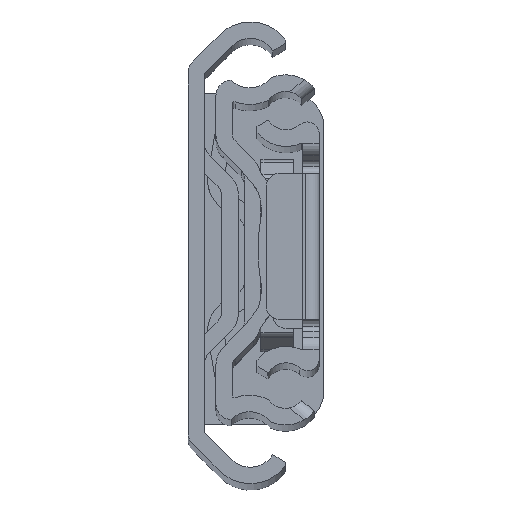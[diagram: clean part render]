
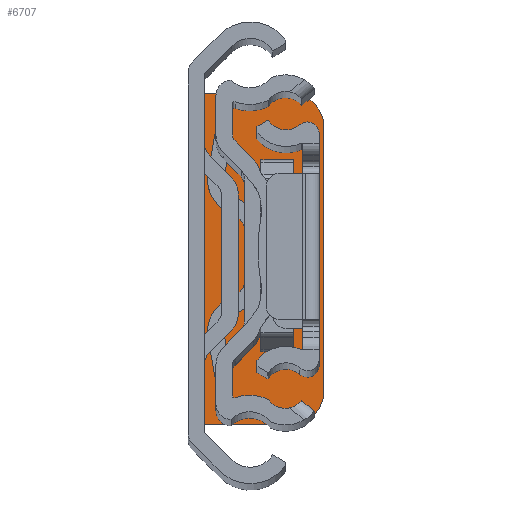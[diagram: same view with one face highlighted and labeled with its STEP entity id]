
A CAD part, top view. The second image highlights one B-rep face of the part: STEP entity #6707.
In plain terms, the highlighted planar face has unit normal (0, 0, 1).
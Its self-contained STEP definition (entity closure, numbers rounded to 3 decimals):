
#222 = VERTEX_POINT ( 'NONE', #6499 ) ;
#431 = VERTEX_POINT ( 'NONE', #4552 ) ;
#540 = EDGE_LOOP ( 'NONE', ( #7694, #2434, #5223, #10493, #11730, #12411 ) ) ;
#653 = VERTEX_POINT ( 'NONE', #10844 ) ;
#896 = AXIS2_PLACEMENT_3D ( 'NONE', #7373, #11763, #1878 ) ;
#1279 = CARTESIAN_POINT ( 'NONE',  ( 0., 25., -556.3 ) ) ;
#1355 = DIRECTION ( 'NONE',  ( 0., 0., -1. ) ) ;
#1878 = DIRECTION ( 'NONE',  ( -1., 0., 0. ) ) ;
#2121 = EDGE_CURVE ( 'NONE', #431, #653, #3190, .T. ) ;
#2178 = DIRECTION ( 'NONE',  ( -1., 0., 0. ) ) ;
#2355 = LINE ( 'NONE', #4451, #2612 ) ;
#2434 = ORIENTED_EDGE ( 'NONE', *, *, #9640, .T. ) ;
#2612 = VECTOR ( 'NONE', #13044, 1000. ) ;
#2744 = CIRCLE ( 'NONE', #896, 5. ) ;
#3001 = CARTESIAN_POINT ( 'NONE',  ( 18., 20., -556.3 ) ) ;
#3190 = LINE ( 'NONE', #4063, #4730 ) ;
#3888 = AXIS2_PLACEMENT_3D ( 'NONE', #9093, #1355, #7454 ) ;
#4063 = CARTESIAN_POINT ( 'NONE',  ( 18., -25., -556.3 ) ) ;
#4302 = CIRCLE ( 'NONE', #8453, 5. ) ;
#4451 = CARTESIAN_POINT ( 'NONE',  ( 18., 25., -556.3 ) ) ;
#4552 = CARTESIAN_POINT ( 'NONE',  ( 13., -25., -556.3 ) ) ;
#4730 = VECTOR ( 'NONE', #6296, 1000. ) ;
#5223 = ORIENTED_EDGE ( 'NONE', *, *, #7278, .F. ) ;
#5441 = EDGE_CURVE ( 'NONE', #10052, #10765, #14233, .T. ) ;
#6296 = DIRECTION ( 'NONE',  ( -1., 0., 0. ) ) ;
#6499 = CARTESIAN_POINT ( 'NONE',  ( 18., -20., -556.3 ) ) ;
#6588 = LINE ( 'NONE', #10983, #11693 ) ;
#6707 = ADVANCED_FACE ( 'NONE', ( #6852 ), #11247, .F. ) ;
#6852 = FACE_OUTER_BOUND ( 'NONE', #540, .T. ) ;
#7278 = EDGE_CURVE ( 'NONE', #7462, #222, #2355, .T. ) ;
#7373 = CARTESIAN_POINT ( 'NONE',  ( 13., -20., -556.3 ) ) ;
#7454 = DIRECTION ( 'NONE',  ( -1., 0., 0. ) ) ;
#7462 = VERTEX_POINT ( 'NONE', #3001 ) ;
#7694 = ORIENTED_EDGE ( 'NONE', *, *, #2121, .F. ) ;
#8453 = AXIS2_PLACEMENT_3D ( 'NONE', #8708, #10144, #8993 ) ;
#8708 = CARTESIAN_POINT ( 'NONE',  ( 13., 20., -556.3 ) ) ;
#8993 = DIRECTION ( 'NONE',  ( -1., 0., 0. ) ) ;
#9093 = CARTESIAN_POINT ( 'NONE',  ( 18., 25., -556.3 ) ) ;
#9320 = VECTOR ( 'NONE', #2178, 1000. ) ;
#9640 = EDGE_CURVE ( 'NONE', #431, #222, #2744, .T. ) ;
#9690 = CARTESIAN_POINT ( 'NONE',  ( 18., 25., -556.3 ) ) ;
#9915 = DIRECTION ( 'NONE',  ( 0., -1., 0. ) ) ;
#10052 = VERTEX_POINT ( 'NONE', #11455 ) ;
#10144 = DIRECTION ( 'NONE',  ( 0., 0., 1. ) ) ;
#10493 = ORIENTED_EDGE ( 'NONE', *, *, #11611, .T. ) ;
#10765 = VERTEX_POINT ( 'NONE', #1279 ) ;
#10844 = CARTESIAN_POINT ( 'NONE',  ( 0., -25., -556.3 ) ) ;
#10983 = CARTESIAN_POINT ( 'NONE',  ( 0., 25., -556.3 ) ) ;
#11247 = PLANE ( 'NONE',  #3888 ) ;
#11455 = CARTESIAN_POINT ( 'NONE',  ( 13., 25., -556.3 ) ) ;
#11611 = EDGE_CURVE ( 'NONE', #7462, #10052, #4302, .T. ) ;
#11693 = VECTOR ( 'NONE', #9915, 1000. ) ;
#11730 = ORIENTED_EDGE ( 'NONE', *, *, #5441, .T. ) ;
#11763 = DIRECTION ( 'NONE',  ( 0., 0., 1. ) ) ;
#12094 = EDGE_CURVE ( 'NONE', #10765, #653, #6588, .T. ) ;
#12411 = ORIENTED_EDGE ( 'NONE', *, *, #12094, .T. ) ;
#13044 = DIRECTION ( 'NONE',  ( 0., -1., 0. ) ) ;
#14233 = LINE ( 'NONE', #9690, #9320 ) ;
